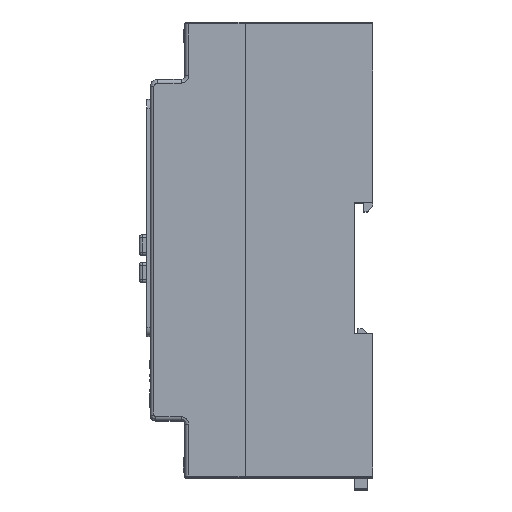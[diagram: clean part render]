
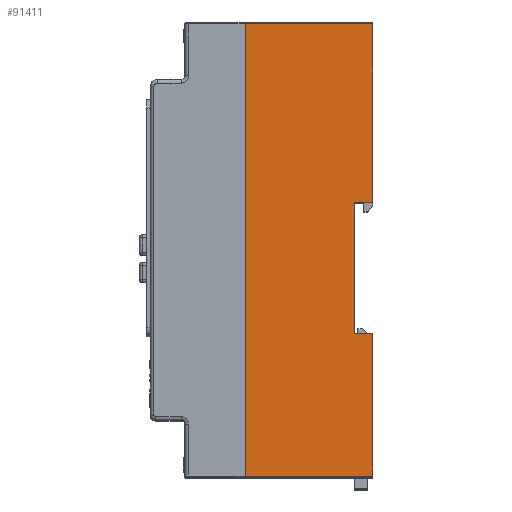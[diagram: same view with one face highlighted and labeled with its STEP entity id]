
A CAD part, top view. The second image highlights one B-rep face of the part: STEP entity #91411.
In plain terms, the highlighted face is planar.
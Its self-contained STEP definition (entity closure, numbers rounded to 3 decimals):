
#1507 = EDGE_CURVE ( 'NONE', #53794, #148605, #84449, .T. ) ;
#3151 = DIRECTION ( 'NONE',  ( 0., 0., -1. ) ) ;
#3624 = CARTESIAN_POINT ( 'NONE',  ( -46., -23., 13.5 ) ) ;
#4254 = ORIENTED_EDGE ( 'NONE', *, *, #43144, .F. ) ;
#4763 = CARTESIAN_POINT ( 'NONE',  ( -46., 13., 17.5 ) ) ;
#5752 = EDGE_CURVE ( 'NONE', #56057, #80319, #125261, .T. ) ;
#5897 = VECTOR ( 'NONE', #3151, 1000. ) ;
#12381 = AXIS2_PLACEMENT_3D ( 'NONE', #90425, #76131, #179555 ) ;
#22682 = VERTEX_POINT ( 'NONE', #48750 ) ;
#24682 = EDGE_CURVE ( 'NONE', #53794, #81972, #100136, .T. ) ;
#31781 = EDGE_CURVE ( 'NONE', #103018, #64992, #143271, .T. ) ;
#33854 = CARTESIAN_POINT ( 'NONE',  ( -46., 62., -17.5 ) ) ;
#35847 = CARTESIAN_POINT ( 'NONE',  ( -46., 62., 17.5 ) ) ;
#42540 = CARTESIAN_POINT ( 'NONE',  ( -46., -62., 17.5 ) ) ;
#43144 = EDGE_CURVE ( 'NONE', #80319, #22682, #114886, .T. ) ;
#48750 = CARTESIAN_POINT ( 'NONE',  ( -46., 13., 12.5 ) ) ;
#50360 = FACE_OUTER_BOUND ( 'NONE', #110033, .T. ) ;
#51521 = VECTOR ( 'NONE', #85269, 1000. ) ;
#51561 = ORIENTED_EDGE ( 'NONE', *, *, #1507, .T. ) ;
#53794 = VERTEX_POINT ( 'NONE', #170642 ) ;
#54286 = ORIENTED_EDGE ( 'NONE', *, *, #5752, .F. ) ;
#56057 = VERTEX_POINT ( 'NONE', #87862 ) ;
#57377 = DIRECTION ( 'NONE',  ( 0., 0., -1. ) ) ;
#64992 = VERTEX_POINT ( 'NONE', #143597 ) ;
#76131 = DIRECTION ( 'NONE',  ( 1., 0., 0. ) ) ;
#80319 = VERTEX_POINT ( 'NONE', #120448 ) ;
#80984 = DIRECTION ( 'NONE',  ( 0., 0., 1. ) ) ;
#81972 = VERTEX_POINT ( 'NONE', #169963 ) ;
#84449 = LINE ( 'NONE', #3624, #5897 ) ;
#85046 = LINE ( 'NONE', #85307, #159042 ) ;
#85269 = DIRECTION ( 'NONE',  ( 0., -1., 0. ) ) ;
#85307 = CARTESIAN_POINT ( 'NONE',  ( -46., 0., 12.5 ) ) ;
#85569 = LINE ( 'NONE', #35847, #159553 ) ;
#85815 = VECTOR ( 'NONE', #185654, 1000. ) ;
#85961 = CARTESIAN_POINT ( 'NONE',  ( -46., 62.5, 17.5 ) ) ;
#87862 = CARTESIAN_POINT ( 'NONE',  ( -46., 62., 17.5 ) ) ;
#88370 = ORIENTED_EDGE ( 'NONE', *, *, #31781, .T. ) ;
#90425 = CARTESIAN_POINT ( 'NONE',  ( -46., 62.5, 17.5 ) ) ;
#91411 = ADVANCED_FACE ( 'NONE', ( #50360 ), #164713, .F. ) ;
#100136 = LINE ( 'NONE', #85961, #51521 ) ;
#100198 = DIRECTION ( 'NONE',  ( 0., -1., 0. ) ) ;
#103018 = VERTEX_POINT ( 'NONE', #33854 ) ;
#103683 = CARTESIAN_POINT ( 'NONE',  ( -46., 0., -17.5 ) ) ;
#110033 = EDGE_LOOP ( 'NONE', ( #158516, #111806, #51561, #135899, #4254, #54286, #182603, #88370 ) ) ;
#110182 = VECTOR ( 'NONE', #167484, 1000. ) ;
#110760 = LINE ( 'NONE', #42540, #184624 ) ;
#111806 = ORIENTED_EDGE ( 'NONE', *, *, #24682, .F. ) ;
#112799 = EDGE_CURVE ( 'NONE', #81972, #64992, #110760, .T. ) ;
#114886 = LINE ( 'NONE', #4763, #110182 ) ;
#118653 = DIRECTION ( 'NONE',  ( 0., -1., 0. ) ) ;
#120448 = CARTESIAN_POINT ( 'NONE',  ( -46., 13., 17.5 ) ) ;
#125261 = LINE ( 'NONE', #183956, #85815 ) ;
#134893 = EDGE_CURVE ( 'NONE', #103018, #56057, #85569, .T. ) ;
#135899 = ORIENTED_EDGE ( 'NONE', *, *, #140235, .F. ) ;
#138645 = VECTOR ( 'NONE', #118653, 1000. ) ;
#140235 = EDGE_CURVE ( 'NONE', #22682, #148605, #85046, .T. ) ;
#143271 = LINE ( 'NONE', #103683, #138645 ) ;
#143597 = CARTESIAN_POINT ( 'NONE',  ( -46., -62., -17.5 ) ) ;
#148605 = VERTEX_POINT ( 'NONE', #175971 ) ;
#158516 = ORIENTED_EDGE ( 'NONE', *, *, #112799, .F. ) ;
#159042 = VECTOR ( 'NONE', #100198, 1000. ) ;
#159553 = VECTOR ( 'NONE', #80984, 1000. ) ;
#164713 = PLANE ( 'NONE',  #12381 ) ;
#167484 = DIRECTION ( 'NONE',  ( 0., 0., -1. ) ) ;
#169963 = CARTESIAN_POINT ( 'NONE',  ( -46., -62., 17.5 ) ) ;
#170642 = CARTESIAN_POINT ( 'NONE',  ( -46., -23., 17.5 ) ) ;
#175971 = CARTESIAN_POINT ( 'NONE',  ( -46., -23., 12.5 ) ) ;
#179555 = DIRECTION ( 'NONE',  ( 0., 0., -1. ) ) ;
#182603 = ORIENTED_EDGE ( 'NONE', *, *, #134893, .F. ) ;
#183956 = CARTESIAN_POINT ( 'NONE',  ( -46., 0., 17.5 ) ) ;
#184624 = VECTOR ( 'NONE', #57377, 1000. ) ;
#185654 = DIRECTION ( 'NONE',  ( 0., -1., 0. ) ) ;
